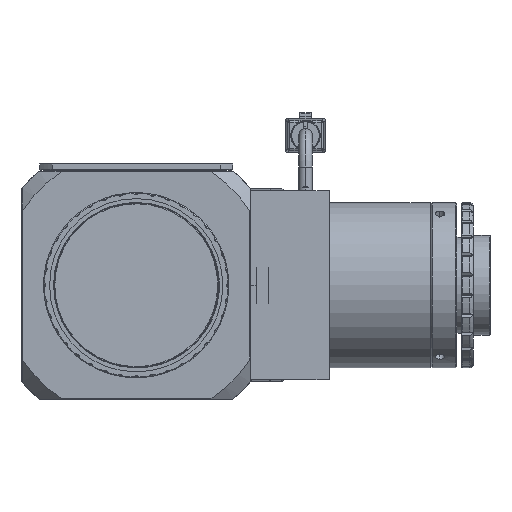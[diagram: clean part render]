
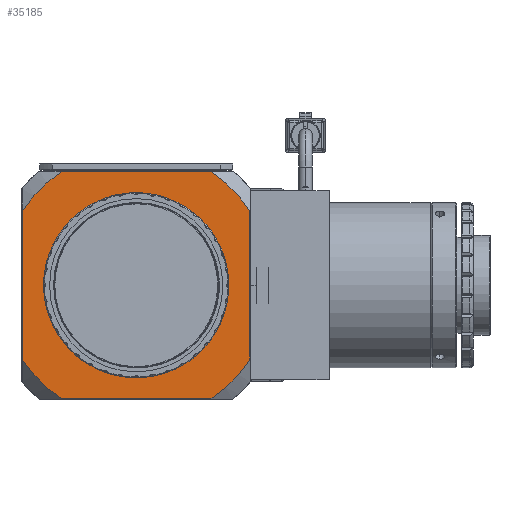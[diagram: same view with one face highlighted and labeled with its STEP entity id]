
A CAD part, front view. The second image highlights one B-rep face of the part: STEP entity #35185.
In plain terms, the highlighted planar face has unit normal (0, -1, 0).
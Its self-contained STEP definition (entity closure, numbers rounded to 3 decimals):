
#42 = VERTEX_POINT ( 'NONE', #27867 ) ;
#456 = CARTESIAN_POINT ( 'NONE',  ( 0., 100., 0. ) ) ;
#994 = ORIENTED_EDGE ( 'NONE', *, *, #40689, .T. ) ;
#1229 = DIRECTION ( 'NONE',  ( 0., 0., 1. ) ) ;
#1401 = DIRECTION ( 'NONE',  ( 0., 0., -1. ) ) ;
#1789 = VERTEX_POINT ( 'NONE', #11325 ) ;
#2124 = VERTEX_POINT ( 'NONE', #7072 ) ;
#2892 = EDGE_CURVE ( 'NONE', #42, #26887, #12001, .T. ) ;
#3124 = DIRECTION ( 'NONE',  ( 0., 0., -1. ) ) ;
#3268 = CIRCLE ( 'NONE', #39888, 23.5 ) ;
#4835 = CARTESIAN_POINT ( 'NONE',  ( 23.5, 100., 28.8 ) ) ;
#4864 = VERTEX_POINT ( 'NONE', #28813 ) ;
#5027 = EDGE_CURVE ( 'NONE', #33344, #42140, #3268, .T. ) ;
#5265 = CARTESIAN_POINT ( 'NONE',  ( 28.8, 100., 0. ) ) ;
#6113 = VERTEX_POINT ( 'NONE', #22482 ) ;
#6410 = DIRECTION ( 'NONE',  ( 0., -1., 0. ) ) ;
#7072 = CARTESIAN_POINT ( 'NONE',  ( -18.995, 100., 28.8 ) ) ;
#7302 = VECTOR ( 'NONE', #1229, 1000. ) ;
#7315 = CARTESIAN_POINT ( 'NONE',  ( -28.8, 100., -18.995 ) ) ;
#7492 = ORIENTED_EDGE ( 'NONE', *, *, #26143, .T. ) ;
#8204 = CARTESIAN_POINT ( 'NONE',  ( 0., 100., -23.5 ) ) ;
#8269 = DIRECTION ( 'NONE',  ( 0., 0., -1. ) ) ;
#8358 = ORIENTED_EDGE ( 'NONE', *, *, #5027, .F. ) ;
#8680 = AXIS2_PLACEMENT_3D ( 'NONE', #14235, #10338, #17709 ) ;
#8842 = ORIENTED_EDGE ( 'NONE', *, *, #44187, .T. ) ;
#9226 = EDGE_CURVE ( 'NONE', #1789, #17441, #32040, .T. ) ;
#10338 = DIRECTION ( 'NONE',  ( 0., -1., 0. ) ) ;
#10683 = ORIENTED_EDGE ( 'NONE', *, *, #22426, .F. ) ;
#11325 = CARTESIAN_POINT ( 'NONE',  ( -28.8, 100., 18.995 ) ) ;
#11455 = DIRECTION ( 'NONE',  ( 0., -1., 0. ) ) ;
#11553 = ORIENTED_EDGE ( 'NONE', *, *, #41624, .T. ) ;
#11991 = FACE_OUTER_BOUND ( 'NONE', #29138, .T. ) ;
#12001 = CIRCLE ( 'NONE', #28492, 34.5 ) ;
#13939 = LINE ( 'NONE', #36365, #39265 ) ;
#14235 = CARTESIAN_POINT ( 'NONE',  ( 23.5, 100., 0. ) ) ;
#14831 = DIRECTION ( 'NONE',  ( 0., -1., 0. ) ) ;
#15083 = VERTEX_POINT ( 'NONE', #31290 ) ;
#15423 = CARTESIAN_POINT ( 'NONE',  ( 0., 100., 23.5 ) ) ;
#15788 = AXIS2_PLACEMENT_3D ( 'NONE', #39657, #22060, #1401 ) ;
#17062 = AXIS2_PLACEMENT_3D ( 'NONE', #18507, #14831, #35474 ) ;
#17441 = VERTEX_POINT ( 'NONE', #7315 ) ;
#17709 = DIRECTION ( 'NONE',  ( 0., 0., -1. ) ) ;
#18507 = CARTESIAN_POINT ( 'NONE',  ( 0., 100., 0. ) ) ;
#18521 = VECTOR ( 'NONE', #25327, 1000. ) ;
#18833 = CARTESIAN_POINT ( 'NONE',  ( 0., 100., 0. ) ) ;
#19212 = CARTESIAN_POINT ( 'NONE',  ( 0., 100., 0. ) ) ;
#21570 = AXIS2_PLACEMENT_3D ( 'NONE', #18833, #11455, #8269 ) ;
#21721 = DIRECTION ( 'NONE',  ( 0., -1., 0. ) ) ;
#22060 = DIRECTION ( 'NONE',  ( 0., -1., 0. ) ) ;
#22426 = EDGE_CURVE ( 'NONE', #42140, #33344, #29038, .T. ) ;
#22482 = CARTESIAN_POINT ( 'NONE',  ( -18.995, 100., -28.8 ) ) ;
#24300 = EDGE_CURVE ( 'NONE', #26887, #15083, #44032, .T. ) ;
#25080 = CIRCLE ( 'NONE', #21570, 34.5 ) ;
#25327 = DIRECTION ( 'NONE',  ( -1., 0., 0. ) ) ;
#25515 = CIRCLE ( 'NONE', #17062, 34.5 ) ;
#25967 = FACE_BOUND ( 'NONE', #39479, .T. ) ;
#26081 = DIRECTION ( 'NONE',  ( 0., -1., 0. ) ) ;
#26143 = EDGE_CURVE ( 'NONE', #2124, #1789, #25515, .T. ) ;
#26668 = EDGE_CURVE ( 'NONE', #4864, #2124, #43830, .T. ) ;
#26887 = VERTEX_POINT ( 'NONE', #37519 ) ;
#27867 = CARTESIAN_POINT ( 'NONE',  ( 18.995, 100., -28.8 ) ) ;
#28492 = AXIS2_PLACEMENT_3D ( 'NONE', #456, #21721, #35365 ) ;
#28755 = CIRCLE ( 'NONE', #15788, 34.5 ) ;
#28813 = CARTESIAN_POINT ( 'NONE',  ( 18.995, 100., 28.8 ) ) ;
#29038 = CIRCLE ( 'NONE', #32297, 23.5 ) ;
#29138 = EDGE_LOOP ( 'NONE', ( #7492, #32010, #994, #8842, #36288, #39060, #11553, #34109 ) ) ;
#30377 = CARTESIAN_POINT ( 'NONE',  ( 0., 100., 0. ) ) ;
#31290 = CARTESIAN_POINT ( 'NONE',  ( 28.8, 100., 18.995 ) ) ;
#31479 = VECTOR ( 'NONE', #3124, 1000. ) ;
#32010 = ORIENTED_EDGE ( 'NONE', *, *, #9226, .T. ) ;
#32040 = LINE ( 'NONE', #40943, #31479 ) ;
#32297 = AXIS2_PLACEMENT_3D ( 'NONE', #30377, #6410, #34268 ) ;
#32762 = DIRECTION ( 'NONE',  ( 1., 0., 0. ) ) ;
#33344 = VERTEX_POINT ( 'NONE', #8204 ) ;
#34109 = ORIENTED_EDGE ( 'NONE', *, *, #26668, .T. ) ;
#34268 = DIRECTION ( 'NONE',  ( 0., 0., -1. ) ) ;
#35185 = ADVANCED_FACE ( 'NONE', ( #25967, #11991 ), #38170, .T. ) ;
#35365 = DIRECTION ( 'NONE',  ( 0., 0., -1. ) ) ;
#35474 = DIRECTION ( 'NONE',  ( 0., 0., -1. ) ) ;
#36288 = ORIENTED_EDGE ( 'NONE', *, *, #2892, .T. ) ;
#36365 = CARTESIAN_POINT ( 'NONE',  ( 23.5, 100., -28.8 ) ) ;
#37519 = CARTESIAN_POINT ( 'NONE',  ( 28.8, 100., -18.995 ) ) ;
#38170 = PLANE ( 'NONE',  #8680 ) ;
#39060 = ORIENTED_EDGE ( 'NONE', *, *, #24300, .T. ) ;
#39265 = VECTOR ( 'NONE', #32762, 1000. ) ;
#39479 = EDGE_LOOP ( 'NONE', ( #8358, #10683 ) ) ;
#39657 = CARTESIAN_POINT ( 'NONE',  ( 0., 100., 0. ) ) ;
#39888 = AXIS2_PLACEMENT_3D ( 'NONE', #19212, #26081, #42992 ) ;
#40689 = EDGE_CURVE ( 'NONE', #17441, #6113, #25080, .T. ) ;
#40943 = CARTESIAN_POINT ( 'NONE',  ( -28.8, 100., 0. ) ) ;
#41624 = EDGE_CURVE ( 'NONE', #15083, #4864, #28755, .T. ) ;
#42140 = VERTEX_POINT ( 'NONE', #15423 ) ;
#42992 = DIRECTION ( 'NONE',  ( 0., 0., -1. ) ) ;
#43830 = LINE ( 'NONE', #4835, #18521 ) ;
#44032 = LINE ( 'NONE', #5265, #7302 ) ;
#44187 = EDGE_CURVE ( 'NONE', #6113, #42, #13939, .T. ) ;
